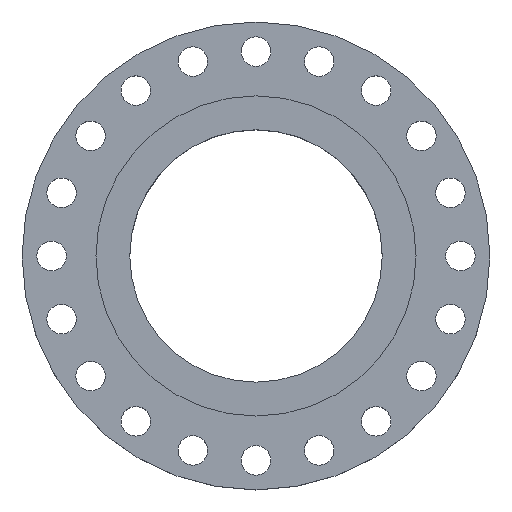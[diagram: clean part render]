
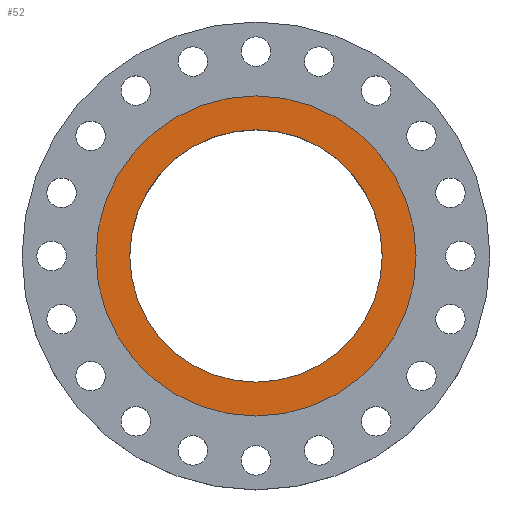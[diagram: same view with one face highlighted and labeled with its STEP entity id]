
A CAD part, top view. The second image highlights one B-rep face of the part: STEP entity #52.
In plain terms, the highlighted planar face has unit normal (0, 0, 1).
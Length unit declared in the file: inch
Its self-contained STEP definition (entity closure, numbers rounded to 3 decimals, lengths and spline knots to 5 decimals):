
#52 = ADVANCED_FACE ( 'NONE', ( #1703, #1898 ), #1539, .F. ) ;
#78 = CARTESIAN_POINT ( 'NONE',  ( 0., 0., 0. ) ) ;
#83 = CARTESIAN_POINT ( 'NONE',  ( 0., 0., 0. ) ) ;
#118 = EDGE_LOOP ( 'NONE', ( #1503, #1141 ) ) ;
#124 = DIRECTION ( 'NONE',  ( 1., 0., 0. ) ) ;
#135 = AXIS2_PLACEMENT_3D ( 'NONE', #78, #1983, #1816 ) ;
#194 = EDGE_CURVE ( 'NONE', #204, #1596, #891, .T. ) ;
#204 = VERTEX_POINT ( 'NONE', #1963 ) ;
#264 = CARTESIAN_POINT ( 'NONE',  ( -8.125, 0., 0. ) ) ;
#303 = CIRCLE ( 'NONE', #1549, 6.406 ) ;
#350 = EDGE_CURVE ( 'NONE', #1821, #845, #303, .T. ) ;
#376 = AXIS2_PLACEMENT_3D ( 'NONE', #83, #1208, #1666 ) ;
#418 = CARTESIAN_POINT ( 'NONE',  ( 6.406, 0., 0. ) ) ;
#459 = DIRECTION ( 'NONE',  ( 0., 0., -1. ) ) ;
#474 = CARTESIAN_POINT ( 'NONE',  ( 0., 0., 0. ) ) ;
#543 = CARTESIAN_POINT ( 'NONE',  ( 0., 0., 0. ) ) ;
#629 = AXIS2_PLACEMENT_3D ( 'NONE', #1874, #459, #1718 ) ;
#755 = CARTESIAN_POINT ( 'NONE',  ( -6.406, 0., 0. ) ) ;
#835 = AXIS2_PLACEMENT_3D ( 'NONE', #543, #1949, #1134 ) ;
#845 = VERTEX_POINT ( 'NONE', #418 ) ;
#891 = CIRCLE ( 'NONE', #135, 8.125 ) ;
#1032 = ORIENTED_EDGE ( 'NONE', *, *, #1505, .F. ) ;
#1134 = DIRECTION ( 'NONE',  ( 1., 0., 0. ) ) ;
#1141 = ORIENTED_EDGE ( 'NONE', *, *, #2009, .T. ) ;
#1208 = DIRECTION ( 'NONE',  ( 0., 0., 1. ) ) ;
#1222 = CIRCLE ( 'NONE', #376, 6.406 ) ;
#1240 = ORIENTED_EDGE ( 'NONE', *, *, #350, .F. ) ;
#1503 = ORIENTED_EDGE ( 'NONE', *, *, #194, .T. ) ;
#1505 = EDGE_CURVE ( 'NONE', #845, #1821, #1222, .T. ) ;
#1539 = PLANE ( 'NONE',  #629 ) ;
#1549 = AXIS2_PLACEMENT_3D ( 'NONE', #474, #1900, #124 ) ;
#1596 = VERTEX_POINT ( 'NONE', #264 ) ;
#1666 = DIRECTION ( 'NONE',  ( 1., 0., 0. ) ) ;
#1703 = FACE_BOUND ( 'NONE', #1870, .T. ) ;
#1718 = DIRECTION ( 'NONE',  ( -1., 0., 0. ) ) ;
#1816 = DIRECTION ( 'NONE',  ( 1., 0., 0. ) ) ;
#1821 = VERTEX_POINT ( 'NONE', #755 ) ;
#1870 = EDGE_LOOP ( 'NONE', ( #1032, #1240 ) ) ;
#1874 = CARTESIAN_POINT ( 'NONE',  ( 0., 6.406, 0. ) ) ;
#1898 = FACE_OUTER_BOUND ( 'NONE', #118, .T. ) ;
#1900 = DIRECTION ( 'NONE',  ( 0., 0., 1. ) ) ;
#1927 = CIRCLE ( 'NONE', #835, 8.125 ) ;
#1949 = DIRECTION ( 'NONE',  ( 0., 0., 1. ) ) ;
#1963 = CARTESIAN_POINT ( 'NONE',  ( 8.125, 0., 0. ) ) ;
#1983 = DIRECTION ( 'NONE',  ( 0., 0., 1. ) ) ;
#2009 = EDGE_CURVE ( 'NONE', #1596, #204, #1927, .T. ) ;
